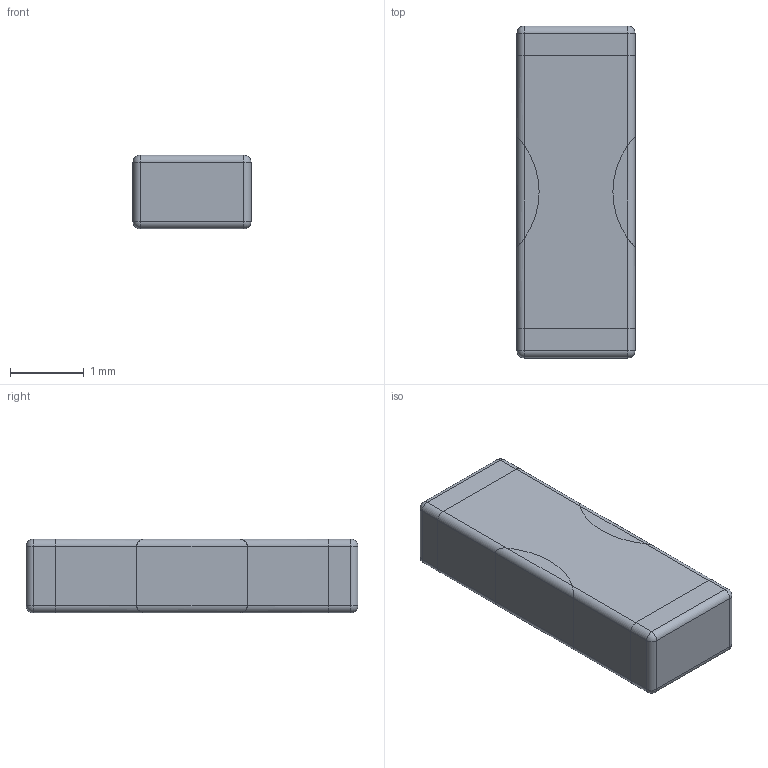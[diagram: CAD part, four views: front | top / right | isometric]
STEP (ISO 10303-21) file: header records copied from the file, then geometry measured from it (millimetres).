
FILE_DESCRIPTION(('FreeCAD Model'),'2;1');
FILE_NAME('NFM41P-1806.step','2019-04-03T19:54:20',('Author'),(''), 'Open CASCADE STEP processor 6.8','FreeCAD','Unknown');
FILE_SCHEMA(('AUTOMOTIVE_DESIGN_CC2 { 1 2 10303 214 -1 1 5 4 }'));
Length unit declared in the file: millimetre
Products named in the file (3): ASSEMBLY; Fusion001; Fillet
Assembly tree (2 placements, depth 2):
  ASSEMBLY
    Fusion001
    Fillet
Bounding box: 1.6 x 4.5 x 1 mm (x, y, z)
Volume: 7.1 mm3; surface area: 38.3 mm2
Topology: 5 solids, 5 shells, 66 faces, 152 edges, 88 vertices
Faces by surface type: cylinder 32, plane 26, sphere 8
Entity records: 5223 total; most frequent: CARTESIAN_POINT 2277, DIRECTION 522, ORIENTED_EDGE 288, PCURVE 288, DEFINITIONAL_REPRESENTATION 288, LINE 280, VECTOR 280, EDGE_CURVE 144
